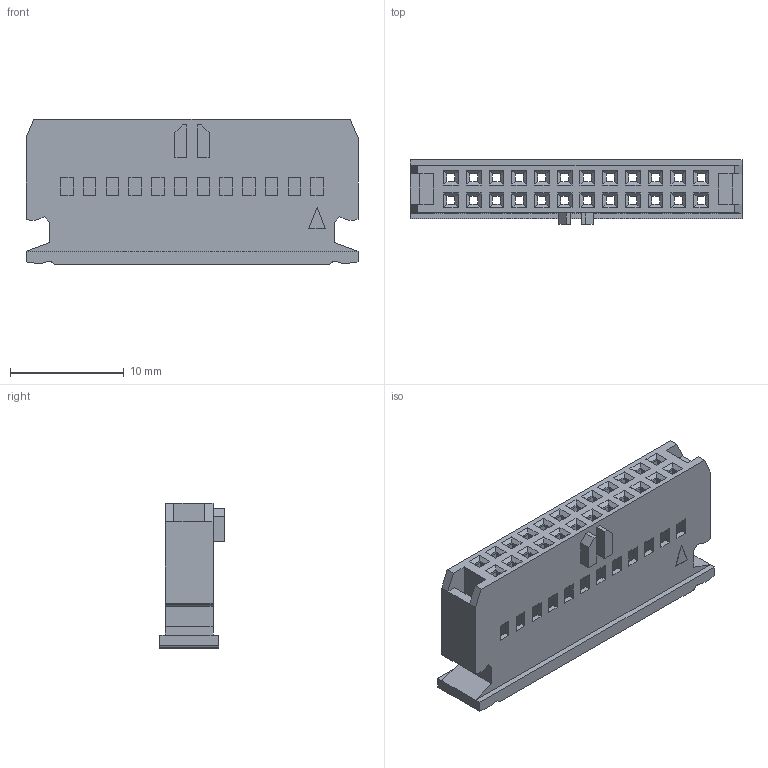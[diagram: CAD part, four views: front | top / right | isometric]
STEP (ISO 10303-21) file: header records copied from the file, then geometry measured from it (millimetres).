
FILE_DESCRIPTION( ('This file contains a STEP AP42 implementation' ,'as created by ZW3D STEP Interface translator.') ,'2;1' );
FILE_NAME( '3220-HXXB01.stp' ,'231127.112453', (''), ('ZWCAD Software Co.'), 'Version 1.0', 'ZW3D to STEP translator', '' );
FILE_SCHEMA(('AUTOMOTIVE_DESIGN { 1 0 10303 214 1 1 1 1 }'));
Length unit declared in the file: millimetre
Products named in the file (1): 0
Bounding box: 29.2 x 5.7 x 12.8 mm (x, y, z)
Volume: 787.3 mm3; surface area: 3052.7 mm2
Topology: 1 solids, 1 shells, 570 faces, 1519 edges, 978 vertices
Faces by surface type: plane 566, cylinder 4
Entity records: 18008 total; most frequent: CARTESIAN_POINT 3068, ORIENTED_EDGE 3038, DIRECTION 2669, EDGE_CURVE 1519, VECTOR 1511, LINE 1511, VERTEX_POINT 978, EDGE_LOOP 693
